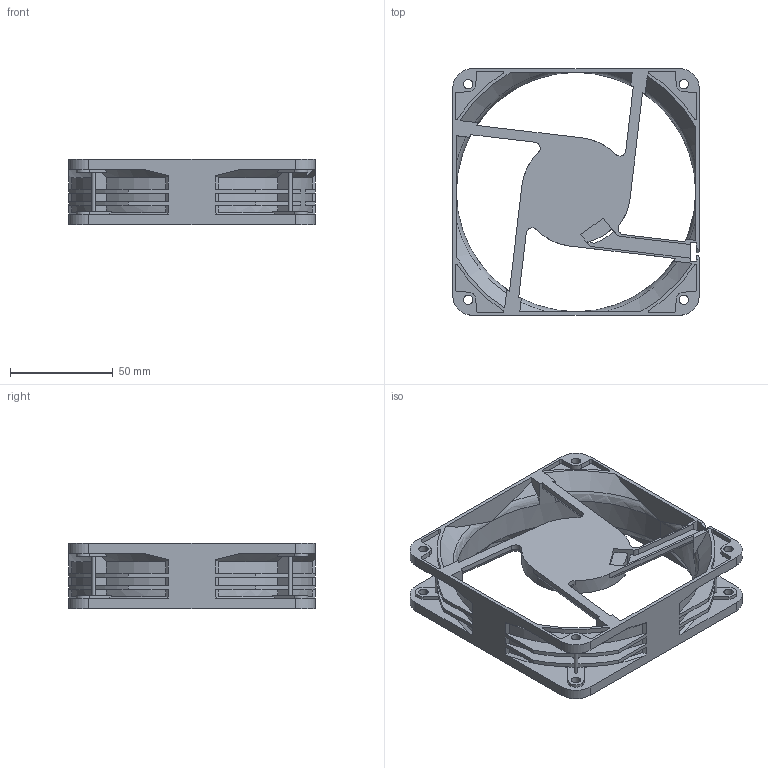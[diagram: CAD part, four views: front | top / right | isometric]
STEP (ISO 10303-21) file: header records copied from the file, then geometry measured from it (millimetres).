
FILE_DESCRIPTION (( 'STEP AP203' ), '1' );
FILE_NAME ('OD1232_m0_frame.stp', '2023-04-12T15:23:29', ( '' ), ( '' ), 'SwSTEP 2.0', 'SolidWorks 2018', '' );
FILE_SCHEMA (( 'CONFIG_CONTROL_DESIGN' ));
Length unit declared in the file: millimetre
Products named in the file (1): OD1232_m0_frame
Bounding box: 120 x 120 x 32 mm (x, y, z)
Volume: 69595.1 mm3; surface area: 54801.6 mm2
Topology: 1 solids, 1 shells, 409 faces, 1197 edges, 792 vertices
Faces by surface type: plane 214, cylinder 155, cone 24, torus 16
Entity records: 14206 total; most frequent: CARTESIAN_POINT 3083, ORIENTED_EDGE 2394, DIRECTION 2284, EDGE_CURVE 1197, AXIS2_PLACEMENT_3D 798, VERTEX_POINT 792, LINE 688, VECTOR 688
